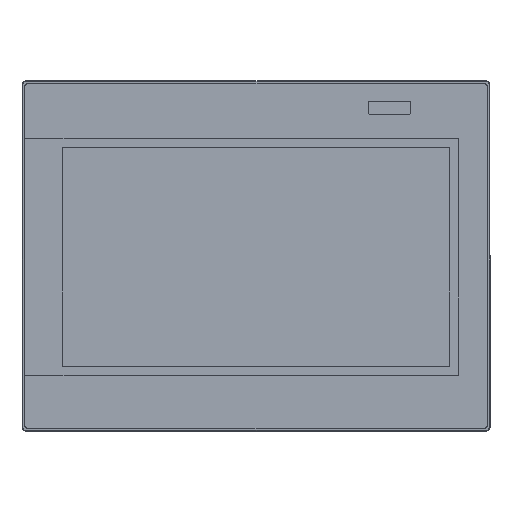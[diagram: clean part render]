
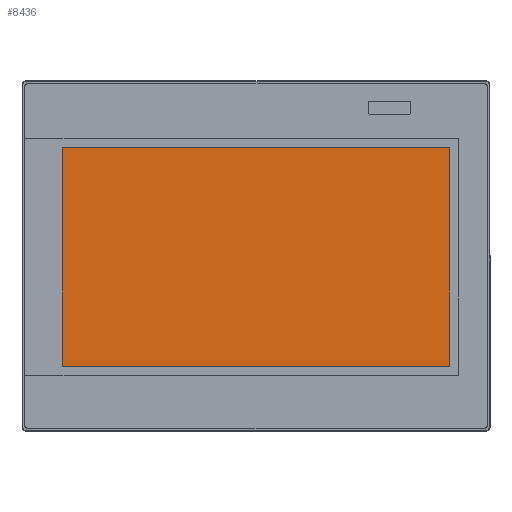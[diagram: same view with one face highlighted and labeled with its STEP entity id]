
A CAD part, top view. The second image highlights one B-rep face of the part: STEP entity #8436.
In plain terms, the highlighted planar face has unit normal (0, 0, 1).
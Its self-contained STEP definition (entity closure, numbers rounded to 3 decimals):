
#65 = CARTESIAN_POINT ( 'NONE',  ( 171.978, -106.386, 441.62 ) ) ;
#529 = ORIENTED_EDGE ( 'NONE', *, *, #21032, .T. ) ;
#786 = LINE ( 'NONE', #41607, #37786 ) ;
#8436 = ADVANCED_FACE ( 'NONE', ( #14219 ), #41525, .F. ) ;
#8454 = AXIS2_PLACEMENT_3D ( 'NONE', #45250, #32889, #24790 ) ;
#9811 = LINE ( 'NONE', #10984, #10922 ) ;
#10824 = DIRECTION ( 'NONE',  ( 0., -1., 0. ) ) ;
#10922 = VECTOR ( 'NONE', #10824, 1000. ) ;
#10984 = CARTESIAN_POINT ( 'NONE',  ( -173.907, 143.08, 441.62 ) ) ;
#13951 = CARTESIAN_POINT ( 'NONE',  ( 202.636, 88.785, 441.62 ) ) ;
#14219 = FACE_OUTER_BOUND ( 'NONE', #22662, .T. ) ;
#14258 = DIRECTION ( 'NONE',  ( -1., 0., 0. ) ) ;
#14687 = LINE ( 'NONE', #17713, #23962 ) ;
#17282 = ORIENTED_EDGE ( 'NONE', *, *, #20372, .T. ) ;
#17713 = CARTESIAN_POINT ( 'NONE',  ( 202.636, -106.386, 441.62 ) ) ;
#19035 = EDGE_CURVE ( 'NONE', #26365, #45477, #786, .T. ) ;
#19711 = EDGE_CURVE ( 'NONE', #45477, #28551, #31976, .T. ) ;
#20372 = EDGE_CURVE ( 'NONE', #28551, #39305, #9811, .T. ) ;
#21032 = EDGE_CURVE ( 'NONE', #39305, #26365, #14687, .T. ) ;
#22317 = DIRECTION ( 'NONE',  ( 1., 0., 0. ) ) ;
#22413 = VECTOR ( 'NONE', #14258, 1000. ) ;
#22662 = EDGE_LOOP ( 'NONE', ( #29502, #32919, #17282, #529 ) ) ;
#23962 = VECTOR ( 'NONE', #22317, 1000. ) ;
#24790 = DIRECTION ( 'NONE',  ( -1., 0., 0. ) ) ;
#26201 = CARTESIAN_POINT ( 'NONE',  ( 171.978, 88.785, 441.62 ) ) ;
#26365 = VERTEX_POINT ( 'NONE', #65 ) ;
#28551 = VERTEX_POINT ( 'NONE', #30071 ) ;
#29502 = ORIENTED_EDGE ( 'NONE', *, *, #19035, .T. ) ;
#30071 = CARTESIAN_POINT ( 'NONE',  ( -173.907, 88.785, 441.62 ) ) ;
#31976 = LINE ( 'NONE', #13951, #22413 ) ;
#32889 = DIRECTION ( 'NONE',  ( 0., 0., -1. ) ) ;
#32919 = ORIENTED_EDGE ( 'NONE', *, *, #19711, .T. ) ;
#37786 = VECTOR ( 'NONE', #40665, 1000. ) ;
#39305 = VERTEX_POINT ( 'NONE', #44016 ) ;
#40665 = DIRECTION ( 'NONE',  ( 0., 1., 0. ) ) ;
#41525 = PLANE ( 'NONE',  #8454 ) ;
#41607 = CARTESIAN_POINT ( 'NONE',  ( 171.978, 143.08, 441.62 ) ) ;
#44016 = CARTESIAN_POINT ( 'NONE',  ( -173.907, -106.386, 441.62 ) ) ;
#45250 = CARTESIAN_POINT ( 'NONE',  ( 202.636, 143.08, 441.62 ) ) ;
#45477 = VERTEX_POINT ( 'NONE', #26201 ) ;
